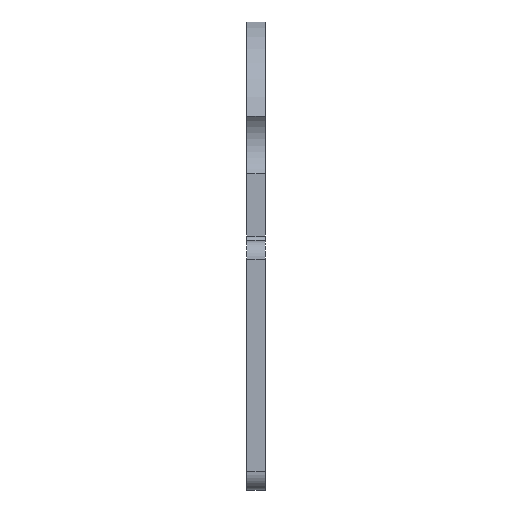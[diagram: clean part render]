
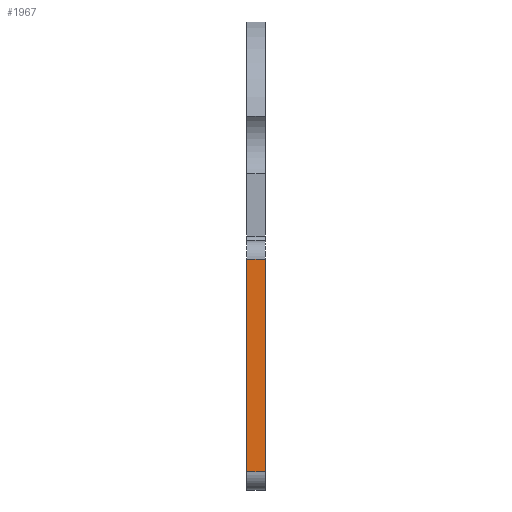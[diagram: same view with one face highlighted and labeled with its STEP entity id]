
A CAD part, left-side view. The second image highlights one B-rep face of the part: STEP entity #1967.
In plain terms, the highlighted planar face has unit normal (-1, 0, 0).
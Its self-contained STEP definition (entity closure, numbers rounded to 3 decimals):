
#20 = CARTESIAN_POINT ( 'NONE',  ( -20., 2., 11.5 ) ) ;
#114 = FACE_OUTER_BOUND ( 'NONE', #2607, .T. ) ;
#127 = CARTESIAN_POINT ( 'NONE',  ( -20., 0., 11.5 ) ) ;
#167 = DIRECTION ( 'NONE',  ( 0., -1., 0. ) ) ;
#297 = VECTOR ( 'NONE', #1509, 1000. ) ;
#313 = AXIS2_PLACEMENT_3D ( 'NONE', #2292, #900, #887 ) ;
#408 = VECTOR ( 'NONE', #551, 1000. ) ;
#471 = ORIENTED_EDGE ( 'NONE', *, *, #988, .T. ) ;
#477 = CARTESIAN_POINT ( 'NONE',  ( -20., 2., -13.5 ) ) ;
#551 = DIRECTION ( 'NONE',  ( 0., 0., 1. ) ) ;
#577 = ORIENTED_EDGE ( 'NONE', *, *, #2503, .T. ) ;
#589 = VERTEX_POINT ( 'NONE', #2165 ) ;
#682 = CARTESIAN_POINT ( 'NONE',  ( -20., 2., -11.5 ) ) ;
#686 = CARTESIAN_POINT ( 'NONE',  ( -20., 2., 11.5 ) ) ;
#729 = VERTEX_POINT ( 'NONE', #686 ) ;
#821 = CARTESIAN_POINT ( 'NONE',  ( -20., 2., -11.5 ) ) ;
#859 = PLANE ( 'NONE',  #313 ) ;
#864 = VECTOR ( 'NONE', #2267, 1000. ) ;
#887 = DIRECTION ( 'NONE',  ( 0., 0., -1. ) ) ;
#900 = DIRECTION ( 'NONE',  ( 1., 0., 0. ) ) ;
#922 = ORIENTED_EDGE ( 'NONE', *, *, #1813, .T. ) ;
#988 = EDGE_CURVE ( 'NONE', #1406, #729, #2448, .T. ) ;
#1008 = EDGE_CURVE ( 'NONE', #1021, #729, #2351, .T. ) ;
#1021 = VERTEX_POINT ( 'NONE', #682 ) ;
#1406 = VERTEX_POINT ( 'NONE', #127 ) ;
#1509 = DIRECTION ( 'NONE',  ( 0., 0., 1. ) ) ;
#1678 = VECTOR ( 'NONE', #167, 1000. ) ;
#1715 = LINE ( 'NONE', #1837, #408 ) ;
#1813 = EDGE_CURVE ( 'NONE', #589, #1406, #1715, .T. ) ;
#1837 = CARTESIAN_POINT ( 'NONE',  ( -20., 0., -13.5 ) ) ;
#1967 = ADVANCED_FACE ( 'NONE', ( #114 ), #859, .F. ) ;
#1982 = ORIENTED_EDGE ( 'NONE', *, *, #1008, .F. ) ;
#2165 = CARTESIAN_POINT ( 'NONE',  ( -20., 0., -11.5 ) ) ;
#2267 = DIRECTION ( 'NONE',  ( 0., 1., 0. ) ) ;
#2292 = CARTESIAN_POINT ( 'NONE',  ( -20., 2., -13.5 ) ) ;
#2351 = LINE ( 'NONE', #477, #297 ) ;
#2448 = LINE ( 'NONE', #20, #864 ) ;
#2457 = LINE ( 'NONE', #821, #1678 ) ;
#2503 = EDGE_CURVE ( 'NONE', #1021, #589, #2457, .T. ) ;
#2607 = EDGE_LOOP ( 'NONE', ( #1982, #577, #922, #471 ) ) ;
